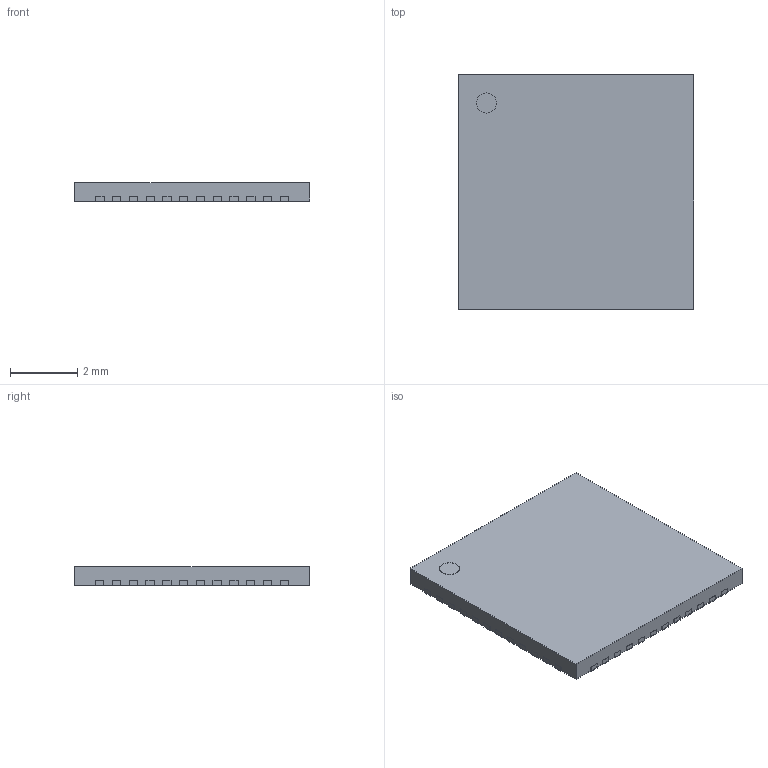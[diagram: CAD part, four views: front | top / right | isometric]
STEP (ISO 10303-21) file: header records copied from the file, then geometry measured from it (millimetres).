
FILE_DESCRIPTION(('HOOPS Exchange Step'),'2;1');
FILE_NAME('temp_export.step','2020-09-11T01:01:31-07:00',('mobile'),('Shapr3D Limited'),'HOOPS Exchange 2020.2','Shapr3D','Authorized');
FILE_SCHEMA( ('AP203_CONFIGURATION_CONTROLLED_3D_DESIGN_OF_MECHANICAL_PARTS_AND_ASSEMBLIES_MIM_LF') );
Length unit declared in the file: millimetre
Products named in the file (1): temp_export.x_b
Bounding box: 7.01 x 7.02 x 0.58 mm (x, y, z)
Volume: 27.4 mm3; surface area: 189.5 mm2
Topology: 50 solids, 50 shells, 450 faces, 1099 edges, 750 vertices
Faces by surface type: plane 350, cylinder 100
Full cylindrical faces by diameter (mm): 0.6 x1
Entity records: 13191 total; most frequent: CARTESIAN_POINT 2300, DIRECTION 2203, ORIENTED_EDGE 2198, EDGE_CURVE 1099, VECTOR 897, LINE 897, VERTEX_POINT 750, AXIS2_PLACEMENT_3D 653
